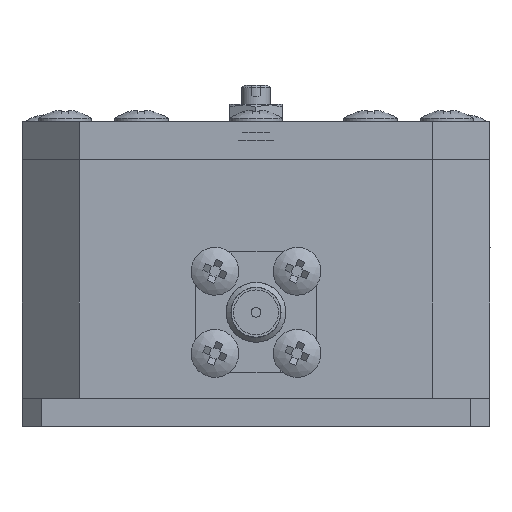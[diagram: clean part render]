
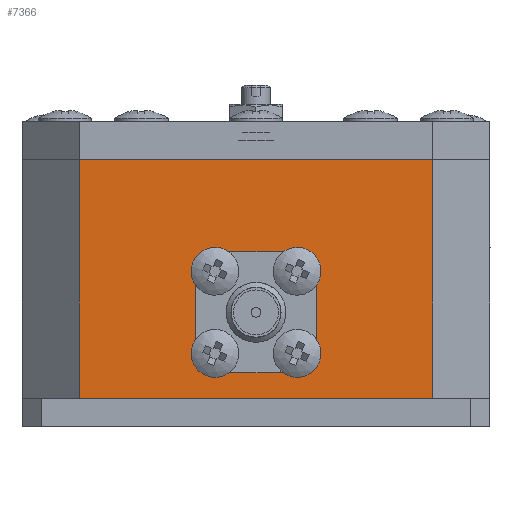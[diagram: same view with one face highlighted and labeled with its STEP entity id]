
A CAD part, left-side view. The second image highlights one B-rep face of the part: STEP entity #7366.
In plain terms, the highlighted planar face has unit normal (-1, 0, 0).
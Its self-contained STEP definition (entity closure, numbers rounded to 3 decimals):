
#7366=ADVANCED_FACE('',(#24715,#24717),#24719,.F.);
#24715=FACE_BOUND('',#24716,.T.);
#24716=EDGE_LOOP('',(#40057,#40058,#40059,#40060));
#24717=FACE_BOUND('',#24718,.T.);
#24718=EDGE_LOOP('',(#40061,#40062,#40063,#40064,#40065,#40066,#40067,#40068));
#24719=PLANE('',#24720);
#24720=AXIS2_PLACEMENT_3D('',#24721,#24722,#24723);
#24721=CARTESIAN_POINT('',(-88.5,18.5,28.));
#24722=DIRECTION('',(1.,0.,-0.));
#24723=DIRECTION('',(-0.,0.,-1.));
#40057=ORIENTED_EDGE('',*,*,#48145,.F.);
#40058=ORIENTED_EDGE('',*,*,#48146,.F.);
#40059=ORIENTED_EDGE('',*,*,#48147,.F.);
#40060=ORIENTED_EDGE('',*,*,#48142,.T.);
#40061=ORIENTED_EDGE('',*,*,#48148,.F.);
#40062=ORIENTED_EDGE('',*,*,#48149,.F.);
#40063=ORIENTED_EDGE('',*,*,#48150,.F.);
#40064=ORIENTED_EDGE('',*,*,#48151,.F.);
#40065=ORIENTED_EDGE('',*,*,#48152,.F.);
#40066=ORIENTED_EDGE('',*,*,#48153,.F.);
#40067=ORIENTED_EDGE('',*,*,#48154,.F.);
#40068=ORIENTED_EDGE('',*,*,#48155,.F.);
#48142=EDGE_CURVE('',#54706,#54703,#54707,.T.);
#48145=EDGE_CURVE('',#54711,#54703,#54712,.T.);
#48146=EDGE_CURVE('',#54713,#54711,#54714,.T.);
#48147=EDGE_CURVE('',#54706,#54713,#54715,.T.);
#48148=EDGE_CURVE('',#54716,#54717,#54718,.T.);
#48149=EDGE_CURVE('',#54719,#54716,#54720,.T.);
#48150=EDGE_CURVE('',#54721,#54719,#54722,.T.);
#48151=EDGE_CURVE('',#54723,#54721,#54724,.T.);
#48152=EDGE_CURVE('',#54725,#54723,#54726,.T.);
#48153=EDGE_CURVE('',#54727,#54725,#54728,.T.);
#48154=EDGE_CURVE('',#54729,#54727,#54730,.T.);
#48155=EDGE_CURVE('',#54717,#54729,#54731,.T.);
#54703=VERTEX_POINT('',#77862);
#54706=VERTEX_POINT('',#77867);
#54707=LINE('',#77868,#77869);
#54711=VERTEX_POINT('',#77878);
#54712=LINE('',#77879,#77880);
#54713=VERTEX_POINT('',#77882);
#54714=LINE('',#77883,#77884);
#54715=LINE('',#77886,#77887);
#54716=VERTEX_POINT('',#77889);
#54717=VERTEX_POINT('',#77890);
#54718=LINE('',#77891,#77892);
#54719=VERTEX_POINT('',#77894);
#54720=LINE('',#77895,#77896);
#54721=VERTEX_POINT('',#77898);
#54722=LINE('',#77899,#77900);
#54723=VERTEX_POINT('',#77902);
#54724=LINE('',#77903,#77904);
#54725=VERTEX_POINT('',#77906);
#54726=LINE('',#77907,#77908);
#54727=VERTEX_POINT('',#77910);
#54728=LINE('',#77911,#77912);
#54729=VERTEX_POINT('',#77914);
#54730=LINE('',#77915,#77916);
#54731=LINE('',#77918,#77919);
#77862=CARTESIAN_POINT('',(-88.5,18.5,3.));
#77867=CARTESIAN_POINT('',(-88.5,18.5,28.));
#77868=CARTESIAN_POINT('',(-88.5,18.5,28.));
#77869=VECTOR('',#77870,1.);
#77870=DIRECTION('',(0.,0.,-1.));
#77878=CARTESIAN_POINT('',(-88.5,-18.5,3.));
#77879=CARTESIAN_POINT('',(-88.5,-18.5,3.));
#77880=VECTOR('',#77881,1.);
#77881=DIRECTION('',(0.,1.,0.));
#77882=CARTESIAN_POINT('',(-88.5,-18.5,28.));
#77883=CARTESIAN_POINT('',(-88.5,-18.5,28.));
#77884=VECTOR('',#77885,1.);
#77885=DIRECTION('',(0.,0.,-1.));
#77886=CARTESIAN_POINT('',(-88.5,18.5,28.));
#77887=VECTOR('',#77888,1.);
#77888=DIRECTION('',(0.,-1.,0.));
#77889=CARTESIAN_POINT('',(-88.5,4.85,5.65));
#77890=CARTESIAN_POINT('',(-88.5,-4.85,5.65));
#77891=CARTESIAN_POINT('',(-88.5,4.85,5.65));
#77892=VECTOR('',#77893,1.);
#77893=DIRECTION('',(0.,-1.,0.));
#77894=CARTESIAN_POINT('',(-88.5,6.35,7.15));
#77895=CARTESIAN_POINT('',(-88.5,6.35,7.15));
#77896=VECTOR('',#77897,1.);
#77897=DIRECTION('',(0.,-0.707,-0.707));
#77898=CARTESIAN_POINT('',(-88.5,6.35,16.85));
#77899=CARTESIAN_POINT('',(-88.5,6.35,16.85));
#77900=VECTOR('',#77901,1.);
#77901=DIRECTION('',(0.,0.,-1.));
#77902=CARTESIAN_POINT('',(-88.5,4.85,18.35));
#77903=CARTESIAN_POINT('',(-88.5,4.85,18.35));
#77904=VECTOR('',#77905,1.);
#77905=DIRECTION('',(0.,0.707,-0.707));
#77906=CARTESIAN_POINT('',(-88.5,-4.85,18.35));
#77907=CARTESIAN_POINT('',(-88.5,-4.85,18.35));
#77908=VECTOR('',#77909,1.);
#77909=DIRECTION('',(0.,1.,0.));
#77910=CARTESIAN_POINT('',(-88.5,-6.35,16.85));
#77911=CARTESIAN_POINT('',(-88.5,-6.35,16.85));
#77912=VECTOR('',#77913,1.);
#77913=DIRECTION('',(0.,0.707,0.707));
#77914=CARTESIAN_POINT('',(-88.5,-6.35,7.15));
#77915=CARTESIAN_POINT('',(-88.5,-6.35,7.15));
#77916=VECTOR('',#77917,1.);
#77917=DIRECTION('',(0.,0.,1.));
#77918=CARTESIAN_POINT('',(-88.5,-4.85,5.65));
#77919=VECTOR('',#77920,1.);
#77920=DIRECTION('',(0.,-0.707,0.707));
